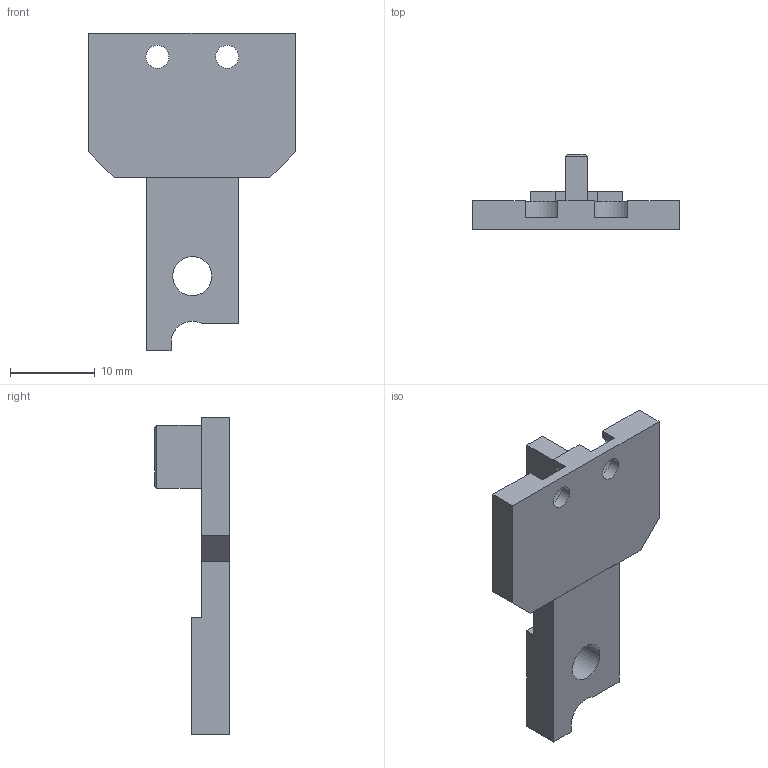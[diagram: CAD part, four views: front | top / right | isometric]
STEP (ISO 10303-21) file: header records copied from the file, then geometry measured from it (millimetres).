
FILE_DESCRIPTION(/* description */ (''),/* implementation_level */ '2;1');
FILE_NAME(/* name */ 'ldo_top_flag_plate_xbeam.step',/* time_stamp */ '2025-11-07T19:26:59-05:00',/* author */ (''),/* organization */ (''),/* preprocessor_version */ 'ST-DEVELOPER v20.1',/* originating_system */ 'Autodesk Translation Framework v14.17.0.0',/* authorisation */ '');
FILE_SCHEMA (('AUTOMOTIVE_DESIGN { 1 0 10303 214 3 1 1 }'));
Length unit declared in the file: millimetre
Products named in the file (2): (Unsaved); Top_Flag_Plate
Assembly tree (1 placements, depth 2):
  (Unsaved)
    Top_Flag_Plate
Bounding box: 24.35 x 8.81 x 37.45 mm (x, y, z)
Volume: 2033.2 mm3; surface area: 1990.4 mm2
Topology: 2 solids, 2 shells, 49 faces, 128 edges, 84 vertices
Faces by surface type: plane 41, cylinder 8
Full cylindrical faces by diameter (mm): 2.7 x2, 4.6 x1
Entity records: 1554 total; most frequent: CARTESIAN_POINT 264, ORIENTED_EDGE 256, DIRECTION 248, EDGE_CURVE 128, LINE 112, VECTOR 112, VERTEX_POINT 84, AXIS2_PLACEMENT_3D 68
